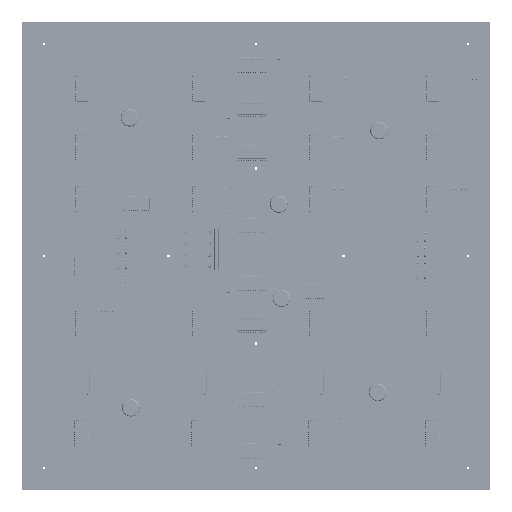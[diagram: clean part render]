
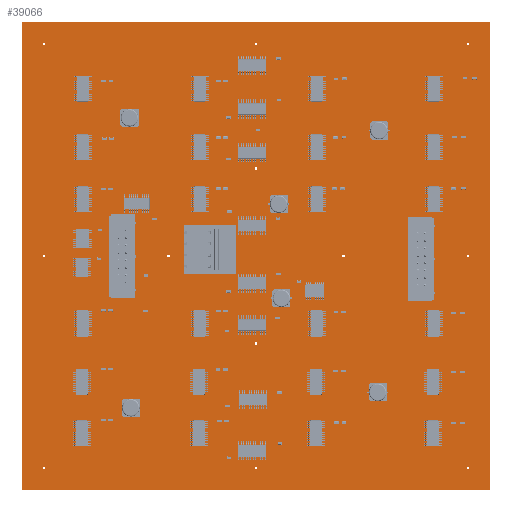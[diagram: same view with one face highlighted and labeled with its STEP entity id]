
A CAD part, front view. The second image highlights one B-rep face of the part: STEP entity #39066.
In plain terms, the highlighted planar face has unit normal (0, -1, 0).
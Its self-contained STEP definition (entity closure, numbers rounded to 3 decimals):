
#2454=FACE_BOUND('',#6923,.T.);
#2455=FACE_BOUND('',#6924,.T.);
#2456=FACE_BOUND('',#6925,.T.);
#2457=FACE_BOUND('',#6926,.T.);
#2458=FACE_BOUND('',#6927,.T.);
#2459=FACE_BOUND('',#6928,.T.);
#2460=FACE_BOUND('',#6929,.T.);
#2461=FACE_BOUND('',#6930,.T.);
#2462=FACE_BOUND('',#6931,.T.);
#2463=FACE_BOUND('',#6932,.T.);
#2464=FACE_BOUND('',#6933,.T.);
#2465=FACE_BOUND('',#6934,.T.);
#2466=FACE_BOUND('',#6935,.T.);
#2467=FACE_BOUND('',#6936,.T.);
#2468=FACE_BOUND('',#6937,.T.);
#3198=CIRCLE('',#41998,0.5);
#3200=CIRCLE('',#42001,0.5);
#3202=CIRCLE('',#42004,0.5);
#3204=CIRCLE('',#42007,0.5);
#3206=CIRCLE('',#42010,0.5);
#3208=CIRCLE('',#42013,0.5);
#3210=CIRCLE('',#42016,0.5);
#3212=CIRCLE('',#42019,0.5);
#3214=CIRCLE('',#42022,0.5);
#3216=CIRCLE('',#42025,0.5);
#3218=CIRCLE('',#42028,0.5);
#3220=CIRCLE('',#42031,0.5);
#5034=FACE_OUTER_BOUND('',#6922,.T.);
#6922=EDGE_LOOP('',(#35551,#35552,#35553,#35554));
#6923=EDGE_LOOP('',(#35555));
#6924=EDGE_LOOP('',(#35556));
#6925=EDGE_LOOP('',(#35557));
#6926=EDGE_LOOP('',(#35558));
#6927=EDGE_LOOP('',(#35559));
#6928=EDGE_LOOP('',(#35560));
#6929=EDGE_LOOP('',(#35561));
#6930=EDGE_LOOP('',(#35562));
#6931=EDGE_LOOP('',(#35563));
#6932=EDGE_LOOP('',(#35564));
#6933=EDGE_LOOP('',(#35565));
#6934=EDGE_LOOP('',(#35566));
#6935=EDGE_LOOP('',(#35567,#35568,#35569,#35570));
#6936=EDGE_LOOP('',(#35571,#35572,#35573,#35574));
#6937=EDGE_LOOP('',(#35575,#35576,#35577,#35578));
#11729=LINE('',#64555,#16534);
#11733=LINE('',#64563,#16538);
#11736=LINE('',#64569,#16541);
#11739=LINE('',#64574,#16544);
#11741=LINE('',#64580,#16546);
#11742=LINE('',#64582,#16547);
#11743=LINE('',#64584,#16548);
#11744=LINE('',#64585,#16549);
#11745=LINE('',#64588,#16550);
#11746=LINE('',#64590,#16551);
#11747=LINE('',#64592,#16552);
#11748=LINE('',#64593,#16553);
#11749=LINE('',#64596,#16554);
#11750=LINE('',#64598,#16555);
#11751=LINE('',#64600,#16556);
#11752=LINE('',#64601,#16557);
#16534=VECTOR('',#52498,10.);
#16538=VECTOR('',#52504,10.);
#16541=VECTOR('',#52509,10.);
#16544=VECTOR('',#52514,10.);
#16546=VECTOR('',#52520,10.);
#16547=VECTOR('',#52521,10.);
#16548=VECTOR('',#52522,10.);
#16549=VECTOR('',#52523,10.);
#16550=VECTOR('',#52524,10.);
#16551=VECTOR('',#52525,10.);
#16552=VECTOR('',#52526,10.);
#16553=VECTOR('',#52527,10.);
#16554=VECTOR('',#52528,10.);
#16555=VECTOR('',#52529,10.);
#16556=VECTOR('',#52530,10.);
#16557=VECTOR('',#52531,10.);
#20611=VERTEX_POINT('',#64457);
#20613=VERTEX_POINT('',#64463);
#20615=VERTEX_POINT('',#64469);
#20617=VERTEX_POINT('',#64475);
#20619=VERTEX_POINT('',#64481);
#20621=VERTEX_POINT('',#64487);
#20623=VERTEX_POINT('',#64493);
#20625=VERTEX_POINT('',#64499);
#20627=VERTEX_POINT('',#64505);
#20629=VERTEX_POINT('',#64511);
#20631=VERTEX_POINT('',#64517);
#20633=VERTEX_POINT('',#64523);
#20643=VERTEX_POINT('',#64553);
#20644=VERTEX_POINT('',#64554);
#20647=VERTEX_POINT('',#64562);
#20649=VERTEX_POINT('',#64568);
#20651=VERTEX_POINT('',#64578);
#20652=VERTEX_POINT('',#64579);
#20653=VERTEX_POINT('',#64581);
#20654=VERTEX_POINT('',#64583);
#20655=VERTEX_POINT('',#64586);
#20656=VERTEX_POINT('',#64587);
#20657=VERTEX_POINT('',#64589);
#20658=VERTEX_POINT('',#64591);
#20659=VERTEX_POINT('',#64594);
#20660=VERTEX_POINT('',#64595);
#20661=VERTEX_POINT('',#64597);
#20662=VERTEX_POINT('',#64599);
#26103=EDGE_CURVE('',#20611,#20611,#3198,.T.);
#26106=EDGE_CURVE('',#20613,#20613,#3200,.T.);
#26109=EDGE_CURVE('',#20615,#20615,#3202,.T.);
#26112=EDGE_CURVE('',#20617,#20617,#3204,.T.);
#26115=EDGE_CURVE('',#20619,#20619,#3206,.T.);
#26118=EDGE_CURVE('',#20621,#20621,#3208,.T.);
#26121=EDGE_CURVE('',#20623,#20623,#3210,.T.);
#26124=EDGE_CURVE('',#20625,#20625,#3212,.T.);
#26127=EDGE_CURVE('',#20627,#20627,#3214,.T.);
#26130=EDGE_CURVE('',#20629,#20629,#3216,.T.);
#26133=EDGE_CURVE('',#20631,#20631,#3218,.T.);
#26136=EDGE_CURVE('',#20633,#20633,#3220,.T.);
#26151=EDGE_CURVE('',#20643,#20644,#11729,.T.);
#26155=EDGE_CURVE('',#20644,#20647,#11733,.T.);
#26158=EDGE_CURVE('',#20647,#20649,#11736,.T.);
#26161=EDGE_CURVE('',#20649,#20643,#11739,.T.);
#26163=EDGE_CURVE('',#20651,#20652,#11741,.T.);
#26164=EDGE_CURVE('',#20653,#20651,#11742,.T.);
#26165=EDGE_CURVE('',#20654,#20653,#11743,.T.);
#26166=EDGE_CURVE('',#20652,#20654,#11744,.T.);
#26167=EDGE_CURVE('',#20655,#20656,#11745,.T.);
#26168=EDGE_CURVE('',#20656,#20657,#11746,.T.);
#26169=EDGE_CURVE('',#20657,#20658,#11747,.T.);
#26170=EDGE_CURVE('',#20658,#20655,#11748,.T.);
#26171=EDGE_CURVE('',#20659,#20660,#11749,.T.);
#26172=EDGE_CURVE('',#20660,#20661,#11750,.T.);
#26173=EDGE_CURVE('',#20661,#20662,#11751,.T.);
#26174=EDGE_CURVE('',#20662,#20659,#11752,.T.);
#35551=ORIENTED_EDGE('',*,*,#26163,.F.);
#35552=ORIENTED_EDGE('',*,*,#26164,.F.);
#35553=ORIENTED_EDGE('',*,*,#26165,.F.);
#35554=ORIENTED_EDGE('',*,*,#26166,.F.);
#35555=ORIENTED_EDGE('',*,*,#26103,.T.);
#35556=ORIENTED_EDGE('',*,*,#26106,.T.);
#35557=ORIENTED_EDGE('',*,*,#26109,.T.);
#35558=ORIENTED_EDGE('',*,*,#26112,.T.);
#35559=ORIENTED_EDGE('',*,*,#26115,.T.);
#35560=ORIENTED_EDGE('',*,*,#26118,.T.);
#35561=ORIENTED_EDGE('',*,*,#26121,.T.);
#35562=ORIENTED_EDGE('',*,*,#26124,.T.);
#35563=ORIENTED_EDGE('',*,*,#26127,.T.);
#35564=ORIENTED_EDGE('',*,*,#26130,.T.);
#35565=ORIENTED_EDGE('',*,*,#26133,.T.);
#35566=ORIENTED_EDGE('',*,*,#26136,.T.);
#35567=ORIENTED_EDGE('',*,*,#26167,.T.);
#35568=ORIENTED_EDGE('',*,*,#26168,.T.);
#35569=ORIENTED_EDGE('',*,*,#26169,.T.);
#35570=ORIENTED_EDGE('',*,*,#26170,.T.);
#35571=ORIENTED_EDGE('',*,*,#26171,.T.);
#35572=ORIENTED_EDGE('',*,*,#26172,.T.);
#35573=ORIENTED_EDGE('',*,*,#26173,.T.);
#35574=ORIENTED_EDGE('',*,*,#26174,.T.);
#35575=ORIENTED_EDGE('',*,*,#26151,.T.);
#35576=ORIENTED_EDGE('',*,*,#26155,.T.);
#35577=ORIENTED_EDGE('',*,*,#26158,.T.);
#35578=ORIENTED_EDGE('',*,*,#26161,.T.);
#37245=PLANE('',#42042);
#39066=ADVANCED_FACE('',(#5034,#2454,#2455,#2456,#2457,#2458,#2459,#2460,
#2461,#2462,#2463,#2464,#2465,#2466,#2467,#2468),#37245,.F.);
#41998=AXIS2_PLACEMENT_3D('',#64458,#52394,#52395);
#42001=AXIS2_PLACEMENT_3D('',#64464,#52401,#52402);
#42004=AXIS2_PLACEMENT_3D('',#64470,#52408,#52409);
#42007=AXIS2_PLACEMENT_3D('',#64476,#52415,#52416);
#42010=AXIS2_PLACEMENT_3D('',#64482,#52422,#52423);
#42013=AXIS2_PLACEMENT_3D('',#64488,#52429,#52430);
#42016=AXIS2_PLACEMENT_3D('',#64494,#52436,#52437);
#42019=AXIS2_PLACEMENT_3D('',#64500,#52443,#52444);
#42022=AXIS2_PLACEMENT_3D('',#64506,#52450,#52451);
#42025=AXIS2_PLACEMENT_3D('',#64512,#52457,#52458);
#42028=AXIS2_PLACEMENT_3D('',#64518,#52464,#52465);
#42031=AXIS2_PLACEMENT_3D('',#64524,#52471,#52472);
#42042=AXIS2_PLACEMENT_3D('',#64577,#52518,#52519);
#52394=DIRECTION('center_axis',(0.,1.,0.));
#52395=DIRECTION('ref_axis',(0.,0.,1.));
#52401=DIRECTION('center_axis',(0.,1.,0.));
#52402=DIRECTION('ref_axis',(0.,0.,1.));
#52408=DIRECTION('center_axis',(0.,1.,0.));
#52409=DIRECTION('ref_axis',(0.,0.,1.));
#52415=DIRECTION('center_axis',(0.,1.,0.));
#52416=DIRECTION('ref_axis',(-1.,0.,0.));
#52422=DIRECTION('center_axis',(0.,1.,0.));
#52423=DIRECTION('ref_axis',(-1.,0.,0.));
#52429=DIRECTION('center_axis',(0.,1.,0.));
#52430=DIRECTION('ref_axis',(-1.,0.,0.));
#52436=DIRECTION('center_axis',(0.,1.,0.));
#52437=DIRECTION('ref_axis',(0.,0.,-1.));
#52443=DIRECTION('center_axis',(0.,1.,0.));
#52444=DIRECTION('ref_axis',(0.,0.,-1.));
#52450=DIRECTION('center_axis',(0.,1.,0.));
#52451=DIRECTION('ref_axis',(0.,0.,-1.));
#52457=DIRECTION('center_axis',(0.,1.,0.));
#52458=DIRECTION('ref_axis',(1.,0.,0.));
#52464=DIRECTION('center_axis',(0.,1.,0.));
#52465=DIRECTION('ref_axis',(1.,0.,0.));
#52471=DIRECTION('center_axis',(0.,1.,0.));
#52472=DIRECTION('ref_axis',(1.,0.,0.));
#52498=DIRECTION('',(0.,0.,1.));
#52504=DIRECTION('',(1.,0.,0.));
#52509=DIRECTION('',(0.,0.,-1.));
#52514=DIRECTION('',(-1.,0.,0.));
#52518=DIRECTION('center_axis',(0.,1.,0.));
#52519=DIRECTION('ref_axis',(1.,0.,0.));
#52520=DIRECTION('',(0.,0.,-1.));
#52521=DIRECTION('',(1.,0.,0.));
#52522=DIRECTION('',(0.,0.,1.));
#52523=DIRECTION('',(-1.,0.,0.));
#52524=DIRECTION('',(1.,0.,0.));
#52525=DIRECTION('',(0.,0.,-1.));
#52526=DIRECTION('',(-1.,0.,0.));
#52527=DIRECTION('',(0.,0.,1.));
#52528=DIRECTION('',(1.,0.,0.));
#52529=DIRECTION('',(0.,0.,-1.));
#52530=DIRECTION('',(-1.,0.,0.));
#52531=DIRECTION('',(0.,0.,1.));
#64457=CARTESIAN_POINT('',(-72.5,0.,-73.));
#64458=CARTESIAN_POINT('Origin',(-72.5,0.,-72.5));
#64463=CARTESIAN_POINT('',(-72.5,0.,-0.5));
#64464=CARTESIAN_POINT('Origin',(-72.5,0.,0.));
#64469=CARTESIAN_POINT('',(-30.,0.,-0.5));
#64470=CARTESIAN_POINT('Origin',(-30.,0.,0.));
#64475=CARTESIAN_POINT('',(73.,0.,-72.5));
#64476=CARTESIAN_POINT('Origin',(72.5,0.,-72.5));
#64481=CARTESIAN_POINT('',(0.5,0.,-72.5));
#64482=CARTESIAN_POINT('Origin',(0.,0.,-72.5));
#64487=CARTESIAN_POINT('',(0.5,0.,-30.));
#64488=CARTESIAN_POINT('Origin',(0.,0.,-30.));
#64493=CARTESIAN_POINT('',(72.5,0.,73.));
#64494=CARTESIAN_POINT('Origin',(72.5,0.,72.5));
#64499=CARTESIAN_POINT('',(72.5,0.,0.5));
#64500=CARTESIAN_POINT('Origin',(72.5,0.,0.));
#64505=CARTESIAN_POINT('',(30.,0.,0.5));
#64506=CARTESIAN_POINT('Origin',(30.,0.,0.));
#64511=CARTESIAN_POINT('',(-73.,0.,72.5));
#64512=CARTESIAN_POINT('Origin',(-72.5,0.,72.5));
#64517=CARTESIAN_POINT('',(-0.5,0.,72.5));
#64518=CARTESIAN_POINT('Origin',(0.,0.,72.5));
#64523=CARTESIAN_POINT('',(-0.5,0.,30.));
#64524=CARTESIAN_POINT('Origin',(0.,0.,30.));
#64553=CARTESIAN_POINT('',(-49.5,0.,-14.5));
#64554=CARTESIAN_POINT('',(-49.5,0.,14.5));
#64555=CARTESIAN_POINT('',(-49.5,0.,7.25));
#64562=CARTESIAN_POINT('',(-41.5,0.,14.5));
#64563=CARTESIAN_POINT('',(-20.75,0.,14.5));
#64568=CARTESIAN_POINT('',(-41.5,0.,-14.5));
#64569=CARTESIAN_POINT('',(-41.5,0.,-7.25));
#64574=CARTESIAN_POINT('',(-24.75,0.,-14.5));
#64577=CARTESIAN_POINT('Origin',(0.,0.,0.));
#64578=CARTESIAN_POINT('',(80.,0.,80.));
#64579=CARTESIAN_POINT('',(80.,0.,-80.));
#64580=CARTESIAN_POINT('',(80.,0.,80.));
#64581=CARTESIAN_POINT('',(-80.,0.,80.));
#64582=CARTESIAN_POINT('',(-80.,0.,80.));
#64583=CARTESIAN_POINT('',(-80.,0.,-80.));
#64584=CARTESIAN_POINT('',(-80.,0.,-80.));
#64585=CARTESIAN_POINT('',(80.,0.,-80.));
#64586=CARTESIAN_POINT('',(52.,0.,13.5));
#64587=CARTESIAN_POINT('',(60.,0.,13.5));
#64588=CARTESIAN_POINT('',(30.,0.,13.5));
#64589=CARTESIAN_POINT('',(60.,0.,-15.5));
#64590=CARTESIAN_POINT('',(60.,0.,-7.75));
#64591=CARTESIAN_POINT('',(52.,0.,-15.5));
#64592=CARTESIAN_POINT('',(26.,0.,-15.5));
#64593=CARTESIAN_POINT('',(52.,0.,6.75));
#64594=CARTESIAN_POINT('',(-24.5,0.,10.5));
#64595=CARTESIAN_POINT('',(-7.,0.,10.5));
#64596=CARTESIAN_POINT('',(-3.5,0.,10.5));
#64597=CARTESIAN_POINT('',(-7.,0.,-6.));
#64598=CARTESIAN_POINT('',(-7.,0.,-3.));
#64599=CARTESIAN_POINT('',(-24.5,0.,-6.));
#64600=CARTESIAN_POINT('',(-12.25,0.,-6.));
#64601=CARTESIAN_POINT('',(-24.5,0.,5.25));
